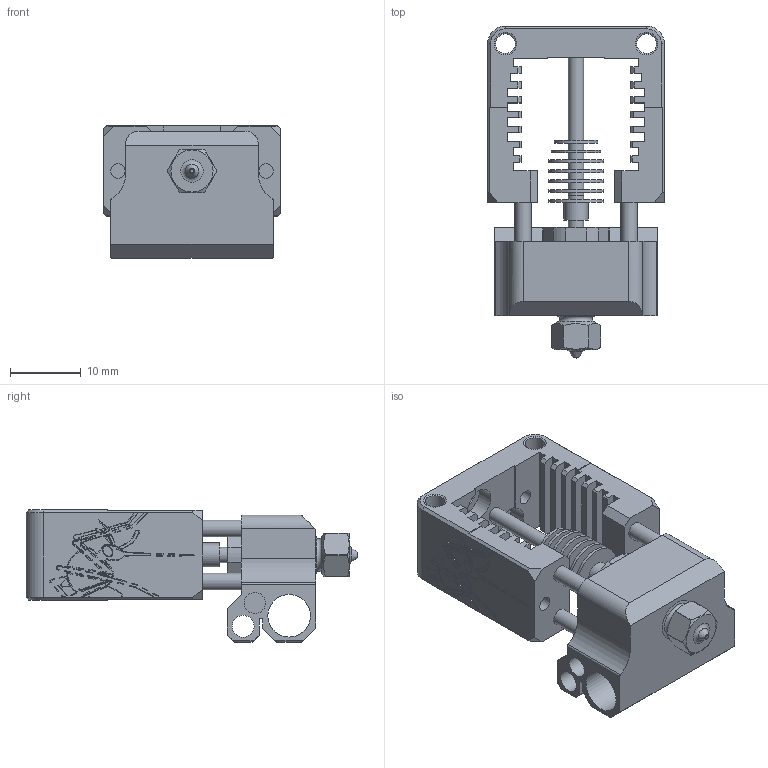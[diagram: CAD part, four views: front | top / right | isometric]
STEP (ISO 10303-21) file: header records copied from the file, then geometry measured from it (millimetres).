
FILE_DESCRIPTION(/* description */ (''),/* implementation_level */ '2;1');
FILE_NAME(/* name */ 'MOSQUITO HOTEND.step',/* time_stamp */ '2024-08-29T19:33:48+08:00',/* author */ (''),/* organization */ (''),/* preprocessor_version */ 'ST-DEVELOPER v20',/* originating_system */ 'Autodesk Translation Framework v13.14.0.145',/* authorisation */ '');
FILE_SCHEMA (('AUTOMOTIVE_DESIGN { 1 0 10303 214 3 1 1 }'));
Length unit declared in the file: millimetre
Products named in the file (1): MOSQUITO_HOTEND
Bounding box: 25 x 47 x 18.75 mm (x, y, z)
Volume: 7049.5 mm3; surface area: 6954.6 mm2
Topology: 1 solids, 1 shells, 1378 faces, 3799 edges, 2527 vertices
Faces by surface type: plane 1246, cylinder 96, cone 27, bspline 6, torus 3
Full cylindrical faces by diameter (mm): 1.923 x1, 2.05 x4, 2.15 x3, 2.19 x6, 2.38 x4, 2.8 x4, 3 x2, 3.1 x1, 3.4 x1, 4.1 x1, 4.9 x2, 6.03 x1, 6.2 x1, 7 x1, 7.8 x5
Entity records: 44860 total; most frequent: CARTESIAN_POINT 8025, ORIENTED_EDGE 7598, DIRECTION 6755, EDGE_CURVE 3799, LINE 3523, VECTOR 3523, VERTEX_POINT 2527, AXIS2_PLACEMENT_3D 1616
